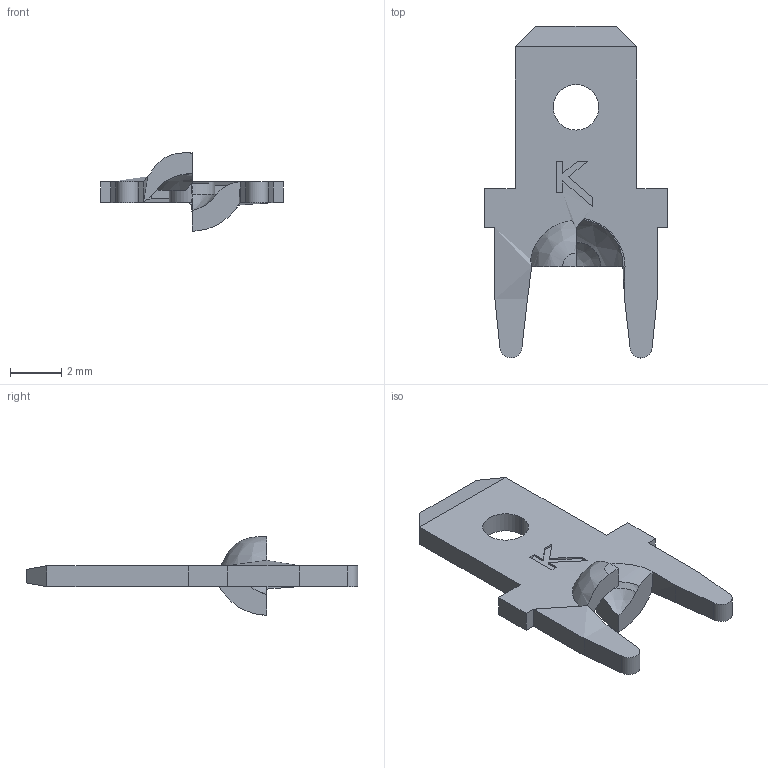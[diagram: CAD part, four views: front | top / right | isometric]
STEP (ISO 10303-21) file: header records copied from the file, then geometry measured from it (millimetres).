
FILE_DESCRIPTION (( 'STEP AP214' ), '1' );
FILE_NAME ('1212-ST_rev_C.STEP', '2013-04-04T15:36:01', ( 'Richard Maletta' ), ( '' ), 'SwSTEP 2.0', 'SolidWorks 2009', '' );
FILE_SCHEMA (( 'AUTOMOTIVE_DESIGN' ));
Length unit declared in the file: inch
Products named in the file (1): 1212-ST_rev_C
Bounding box: 7.14 x 12.96 x 3.06 mm (x, y, z)
Surface area: 153.5 mm2 (no closed solid volume)
Topology: 0 solids, 1 shells, 51 faces, 138 edges, 88 vertices
Faces by surface type: plane 39, cylinder 7, bspline 5
Entity records: 1823 total; most frequent: CARTESIAN_POINT 569, ORIENTED_EDGE 267, DIRECTION 230, EDGE_CURVE 138, VECTOR 102, LINE 102, VERTEX_POINT 88, AXIS2_PLACEMENT_3D 64
